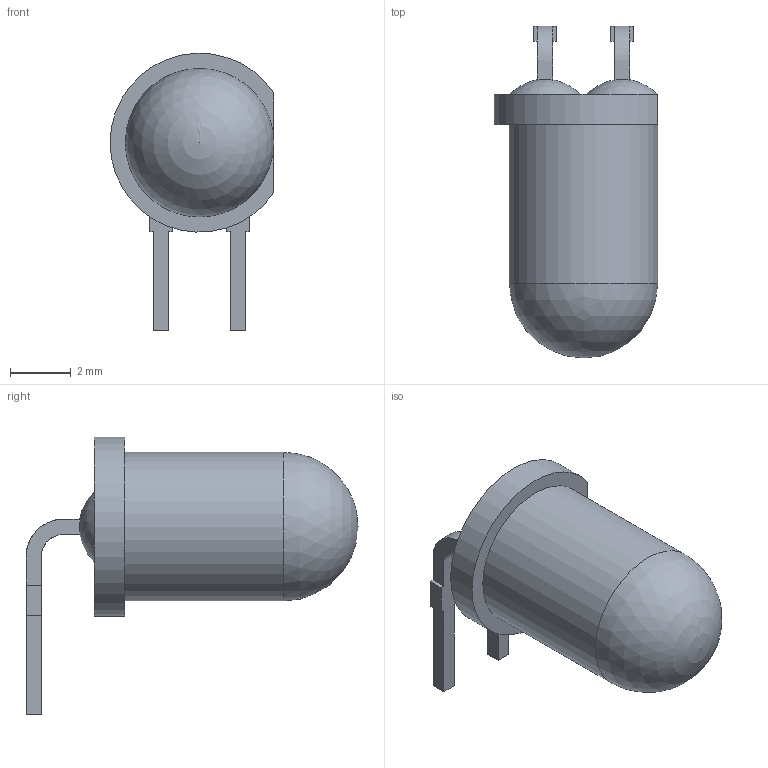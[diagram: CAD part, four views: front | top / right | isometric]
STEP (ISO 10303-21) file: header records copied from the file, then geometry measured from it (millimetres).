
FILE_DESCRIPTION(/* description */ (''),/* implementation_level */ '2;1');
FILE_NAME(/* name */ 'LED 5mm, WHITE, Thru-hole, Right Angle PCB 2.step',/* time_stamp */ '2021-05-12T23:36:14+02:00',/* author */ (''),/* organization */ (''),/* preprocessor_version */ 'ST-DEVELOPER v18.1',/* originating_system */ 'Autodesk Translation Framework v10.6.0.1341',/* authorisation */ '');
FILE_SCHEMA (('AUTOMOTIVE_DESIGN { 1 0 10303 214 3 1 1 }'));
Length unit declared in the file: millimetre
Products named in the file (1): (Unsaved)
Bounding box: 5.4 x 10.95 x 9.15 mm (x, y, z)
Surface area: 202.7 mm2 (no closed solid volume)
Topology: 0 solids, 3 shells, 34 faces, 98 edges, 69 vertices
Faces by surface type: plane 25, bspline 4, sphere 3, cylinder 2
Full cylindrical faces by diameter (mm): 4.9 x1
Entity records: 1901 total; most frequent: CARTESIAN_POINT 1007, ORIENTED_EDGE 176, DIRECTION 152, EDGE_CURVE 97, VERTEX_POINT 69, LINE 56, VECTOR 56, AXIS2_PLACEMENT_3D 48
